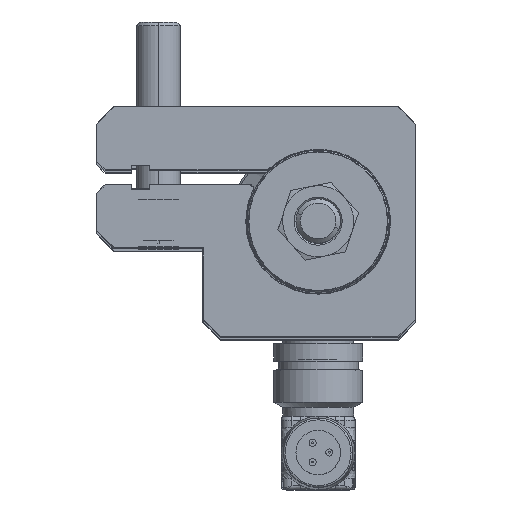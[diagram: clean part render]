
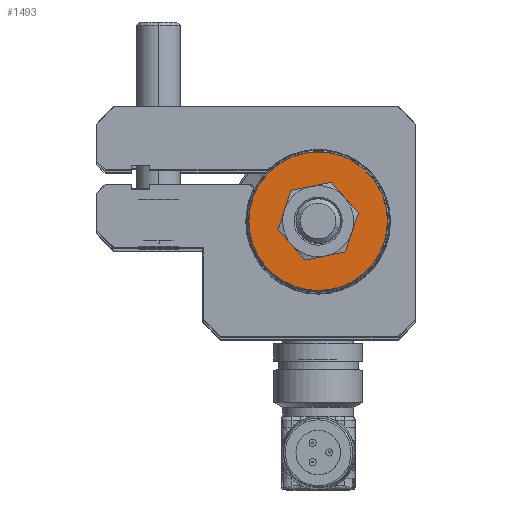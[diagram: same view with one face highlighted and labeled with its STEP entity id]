
A CAD part, top view. The second image highlights one B-rep face of the part: STEP entity #1493.
In plain terms, the highlighted planar face has unit normal (0, 0, 1).
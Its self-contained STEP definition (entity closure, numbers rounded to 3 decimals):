
#1375 = VERTEX_POINT ( 'NONE', #6651 ) ;
#1381 = VERTEX_POINT ( 'NONE', #6652 ) ;
#1392 = EDGE_CURVE ( 'NONE', #1375, #1381, #6628, .T. ) ;
#1415 = EDGE_LOOP ( 'NONE', ( #1422, #1466 ) ) ;
#1419 = EDGE_LOOP ( 'NONE', ( #1474, #1463 ) ) ;
#1422 = ORIENTED_EDGE ( 'NONE', *, *, #1468, .T. ) ;
#1463 = ORIENTED_EDGE ( 'NONE', *, *, #1392, .T. ) ;
#1464 = EDGE_CURVE ( 'NONE', #1471, #1475, #6965, .T. ) ;
#1466 = ORIENTED_EDGE ( 'NONE', *, *, #1464, .T. ) ;
#1468 = EDGE_CURVE ( 'NONE', #1475, #1471, #6957, .T. ) ;
#1471 = VERTEX_POINT ( 'NONE', #6961 ) ;
#1474 = ORIENTED_EDGE ( 'NONE', *, *, #1813, .T. ) ;
#1475 = VERTEX_POINT ( 'NONE', #6953 ) ;
#1493 = ADVANCED_FACE ( 'NONE', ( #6942, #6976 ), #6987, .T. ) ;
#1813 = EDGE_CURVE ( 'NONE', #1381, #1375, #7815, .T. ) ;
#6628 = CIRCLE ( 'NONE', #6667, 7.8 ) ;
#6651 = CARTESIAN_POINT ( 'NONE',  ( 6.012, -4.97, 1. ) ) ;
#6652 = CARTESIAN_POINT ( 'NONE',  ( -6.012, 4.97, 1. ) ) ;
#6664 = DIRECTION ( 'NONE',  ( 0.771, -0.637, 0. ) ) ;
#6666 = DIRECTION ( 'NONE',  ( 0., 0., 1. ) ) ;
#6667 = AXIS2_PLACEMENT_3D ( 'NONE', #6672, #6666, #6664 ) ;
#6672 = CARTESIAN_POINT ( 'NONE',  ( 0., 0., 1. ) ) ;
#6942 = FACE_OUTER_BOUND ( 'NONE', #1419, .T. ) ;
#6945 = DIRECTION ( 'NONE',  ( 0.771, -0.637, 0. ) ) ;
#6946 = DIRECTION ( 'NONE',  ( 0., 0., -1. ) ) ;
#6947 = AXIS2_PLACEMENT_3D ( 'NONE', #6954, #6946, #6945 ) ;
#6949 = DIRECTION ( 'NONE',  ( 0.771, -0.637, 0. ) ) ;
#6950 = DIRECTION ( 'NONE',  ( 0., 0., -1. ) ) ;
#6951 = CARTESIAN_POINT ( 'NONE',  ( 0., 0., 1. ) ) ;
#6952 = AXIS2_PLACEMENT_3D ( 'NONE', #6951, #6950, #6949 ) ;
#6953 = CARTESIAN_POINT ( 'NONE',  ( 2.119, -1.752, 1. ) ) ;
#6954 = CARTESIAN_POINT ( 'NONE',  ( 0., 0., 1. ) ) ;
#6957 = CIRCLE ( 'NONE', #6947, 2.75 ) ;
#6961 = CARTESIAN_POINT ( 'NONE',  ( -2.119, 1.752, 1. ) ) ;
#6965 = CIRCLE ( 'NONE', #6952, 2.75 ) ;
#6976 = FACE_BOUND ( 'NONE', #1415, .T. ) ;
#6987 = PLANE ( 'NONE',  #7008 ) ;
#7008 = AXIS2_PLACEMENT_3D ( 'NONE', #7040, #7039, #7038 ) ;
#7038 = DIRECTION ( 'NONE',  ( 0.771, -0.637, 0. ) ) ;
#7039 = DIRECTION ( 'NONE',  ( 0., 0., 1. ) ) ;
#7040 = CARTESIAN_POINT ( 'NONE',  ( 0., 0., 1. ) ) ;
#7815 = CIRCLE ( 'NONE', #7857, 7.8 ) ;
#7854 = DIRECTION ( 'NONE',  ( 0.771, -0.637, 0. ) ) ;
#7855 = DIRECTION ( 'NONE',  ( 0., 0., 1. ) ) ;
#7856 = CARTESIAN_POINT ( 'NONE',  ( 0., 0., 1. ) ) ;
#7857 = AXIS2_PLACEMENT_3D ( 'NONE', #7856, #7855, #7854 ) ;
